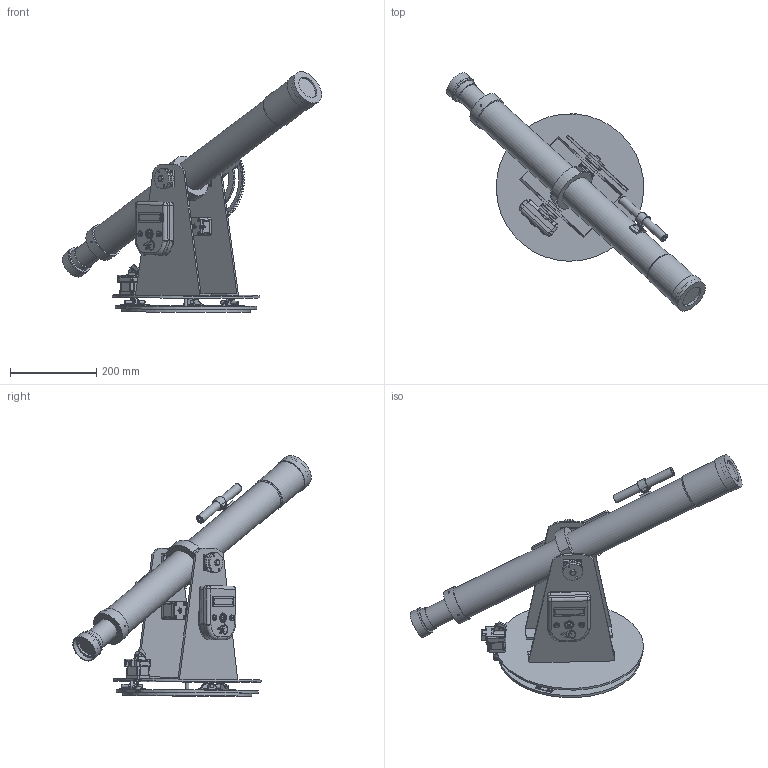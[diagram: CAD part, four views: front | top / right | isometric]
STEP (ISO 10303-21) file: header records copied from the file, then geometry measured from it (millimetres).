
FILE_DESCRIPTION(/* description */ ('STEP AP242','CAx-IF Rec.Pracs.---Representation and Presentation of Product Manufacturing Information (PMI)---4.0---2014-10-13','CAx-IF Rec.Pracs.---3D Tessellated Geometry---0.4---2014-09-14','2;1'),/* implementation_level */ '2;1');
FILE_NAME(/* name */ 'Assembly 13',/* time_stamp */ '2024-11-25T12:20:30Z',/* author */ (''),/* organization */ (''),/* preprocessor_version */ 'ST-DEVELOPER v20',/* originating_system */ 'ONSHAPE BY PTC INC, 1.190',/* authorisation */ ' ');
FILE_SCHEMA (('AP242_MANAGED_MODEL_BASED_3D_ENGINEERING_MIM_LF { 1 0 10303 442 1 1 4 }'));
Products named in the file (72): Assembly 13; Hex nut grade C M8x1.25; Assembly 10 <1>; Part 1; the final 2 <1>; telescopd <1>; Part 2; l9a3ida <1>; Part 3; Spur gear (12 teeth); stepper <1>; 17HM15-0904S; new  base 2 <2>; Assembly 3 <1>; new  base 2 <1>; Spur gear (11 teeth); Spur gear (96 teeth); Assembly 12 <1>; Assembly 1 <1>; Assembly 11 <1>
Assembly tree (128 placements, depth 5):
  Assembly 13
    Hex nut grade C M8x1.25
    Assembly 10 <1>
      Part 1
      Part 1
    the final 2 <1>
      Part 1
      Part 1
      telescopd <1>
        Part 1
        Part 1
        Part 1
        Part 2
        Part 1
        Part 1
        Part 1
        Part 1
        Part 1
        Part 1
        Part 1
      l9a3ida <1>
        Part 3  x5
        Part 1
        Part 1  x12
        Spur gear (12 teeth)
        Part 1  x3
        Part 1  x6
        Part 1  x5
        Part 2  x5
        Part 1
        Part 1
        stepper <1>
          17HM15-0904S
          17HM15-0904S
          17HM15-0904S
          17HM15-0904S
          17HM15-0904S
          17HM15-0904S
          17HM15-0904S
          17HM15-0904S
          17HM15-0904S
          17HM15-0904S
          17HM15-0904S
        Part 1
      new  base 2 <2>
        Part 1  x2
        Assembly 3 <1>
          Part 2
          Part 3
          Part 1
        Part 1
        Part 1  x2
        Part 1
      new  base 2 <1>
        Part 1  x2
        Part 1  x2
        Spur gear (11 teeth)
        Spur gear (96 teeth)
        Assembly 3 <1>
          Part 3
Bounding box: 602.21 x 554.51 x 559.69 mm (x, y, z)
Volume: 3438825.3 mm3; surface area: 1588957.9 mm2
Topology: 111 solids, 120 shells, 2612 faces, 6435 edges, 4139 vertices
Faces by surface type: plane 1200, cylinder 880, bspline 214, torus 184, cone 117, sphere 13, other 4
Full cylindrical faces by diameter (mm): 0.559 x8, 0.75 x8, 1.615 x8, 2 x4, 2.2 x2, 2.4 x6, 2.5 x28, 3 x13, 3.2 x10, 3.296 x1, 3.653 x16, 4 x18, 4.2 x4, 4.9 x2, 5 x13, 5.1 x6, 5.2 x48, 5.5 x8, 6.647 x1, 6.7 x2, 7.3 x2, 7.8 x6, 8 x22, 8.3 x8, 9 x2, 9.4 x1, 10.6 x1, 11 x1, 11.048 x2, 11.113 x12
Entity records: 64606 total; most frequent: CARTESIAN_POINT 20326, DIRECTION 8611, ORIENTED_EDGE 8506, EDGE_CURVE 4257, AXIS2_PLACEMENT_3D 3229, VERTEX_POINT 2921, FACE_BOUND 2390, EDGE_LOOP 2384
